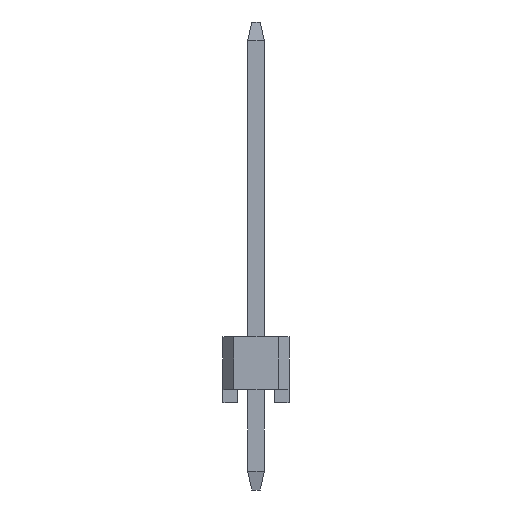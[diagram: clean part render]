
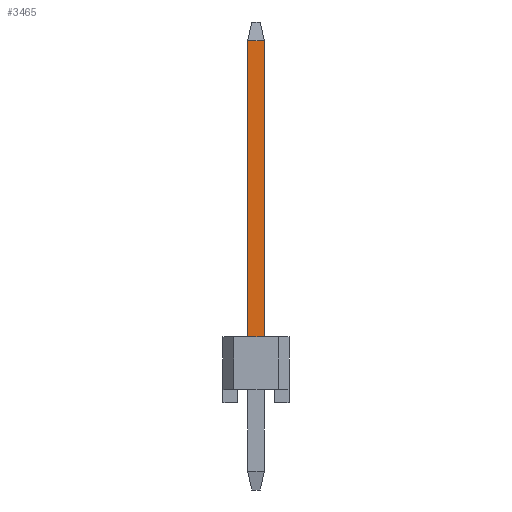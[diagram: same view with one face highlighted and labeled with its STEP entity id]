
A CAD part, left-side view. The second image highlights one B-rep face of the part: STEP entity #3465.
In plain terms, the highlighted planar face has unit normal (-1, 0, 0).
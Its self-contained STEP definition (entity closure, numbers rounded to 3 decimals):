
#59=FACE_OUTER_BOUND('',#255,.T.);
#255=EDGE_LOOP('',(#2377,#2378,#2379,#2380));
#515=LINE('',#4916,#1013);
#516=LINE('',#4918,#1014);
#517=LINE('',#4920,#1015);
#518=LINE('',#4921,#1016);
#1013=VECTOR('',#4000,0.635);
#1014=VECTOR('',#4001,7.4);
#1015=VECTOR('',#4002,0.635);
#1016=VECTOR('',#4003,7.4);
#1483=VERTEX_POINT('',#4914);
#1484=VERTEX_POINT('',#4915);
#1485=VERTEX_POINT('',#4917);
#1486=VERTEX_POINT('',#4919);
#1827=EDGE_CURVE('',#1483,#1484,#515,.T.);
#1828=EDGE_CURVE('',#1484,#1485,#516,.T.);
#1829=EDGE_CURVE('',#1486,#1485,#517,.T.);
#1830=EDGE_CURVE('',#1486,#1483,#518,.T.);
#2377=ORIENTED_EDGE('',*,*,#1827,.T.);
#2378=ORIENTED_EDGE('',*,*,#1828,.T.);
#2379=ORIENTED_EDGE('',*,*,#1829,.F.);
#2380=ORIENTED_EDGE('',*,*,#1830,.T.);
#3269=PLANE('',#3684);
#3465=ADVANCED_FACE('',(#59),#3269,.T.);
#3684=AXIS2_PLACEMENT_3D('',#4913,#3998,#3999);
#3998=DIRECTION('center_axis',(-1.,0.,0.));
#3999=DIRECTION('ref_axis',(0.,0.,1.));
#4000=DIRECTION('',(0.,-1.,0.));
#4001=DIRECTION('',(0.,0.,1.));
#4002=DIRECTION('',(0.,-1.,0.));
#4003=DIRECTION('',(0.,0.,-1.));
#4913=CARTESIAN_POINT('Origin',(5.353,8.505,9.854));
#4914=CARTESIAN_POINT('',(5.353,9.14,14.354));
#4915=CARTESIAN_POINT('',(5.353,8.505,14.354));
#4916=CARTESIAN_POINT('',(5.353,9.14,14.354));
#4917=CARTESIAN_POINT('',(5.353,8.505,25.554));
#4918=CARTESIAN_POINT('',(5.353,8.505,10.554));
#4919=CARTESIAN_POINT('',(5.353,9.14,25.554));
#4920=CARTESIAN_POINT('',(5.353,9.14,25.554));
#4921=CARTESIAN_POINT('',(5.353,9.14,21.754));
